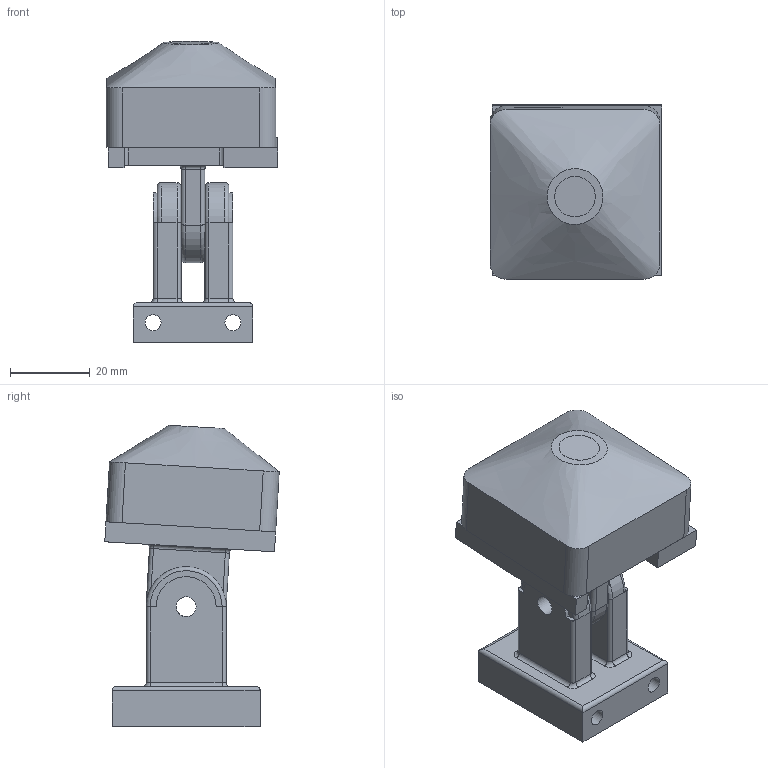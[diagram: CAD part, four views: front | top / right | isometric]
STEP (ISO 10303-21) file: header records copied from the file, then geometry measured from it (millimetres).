
FILE_DESCRIPTION(/* description */ (''),/* implementation_level */ '2;1');
FILE_NAME(/* name */ 'Tilting Camera Mount Assembly_.step',/* time_stamp */ '2023-06-15T11:59:40+02:00',/* author */ (''),/* organization */ (''),/* preprocessor_version */ 'ST-DEVELOPER v19.2',/* originating_system */ 'Autodesk Translation Framework v12.6.0.85',/* authorisation */ '');
FILE_SCHEMA (('AUTOMOTIVE_DESIGN { 1 0 10303 214 3 1 1 }'));
Length unit declared in the file: millimetre
Products named in the file (4): Tilting Camera Mount Assembly; Tilting camera mount A; Tilting camera mount B; SIYI R1M FPV Camera
Assembly tree (3 placements, depth 2):
  Tilting Camera Mount Assembly
    Tilting camera mount A
    Tilting camera mount B
    SIYI R1M FPV Camera
Bounding box: 43 x 43.61 x 75.33 mm (x, y, z)
Volume: 61395.5 mm3; surface area: 19814.3 mm2
Topology: 3 solids, 3 shells, 144 faces, 338 edges, 212 vertices
Faces by surface type: plane 73, cylinder 50, torus 20, bspline 1
Full cylindrical faces by diameter (mm): 4 x2, 5 x7, 10.124 x1
Entity records: 4427 total; most frequent: CARTESIAN_POINT 844, DIRECTION 754, ORIENTED_EDGE 676, EDGE_CURVE 338, AXIS2_PLACEMENT_3D 270, LINE 214, VECTOR 214, VERTEX_POINT 212
